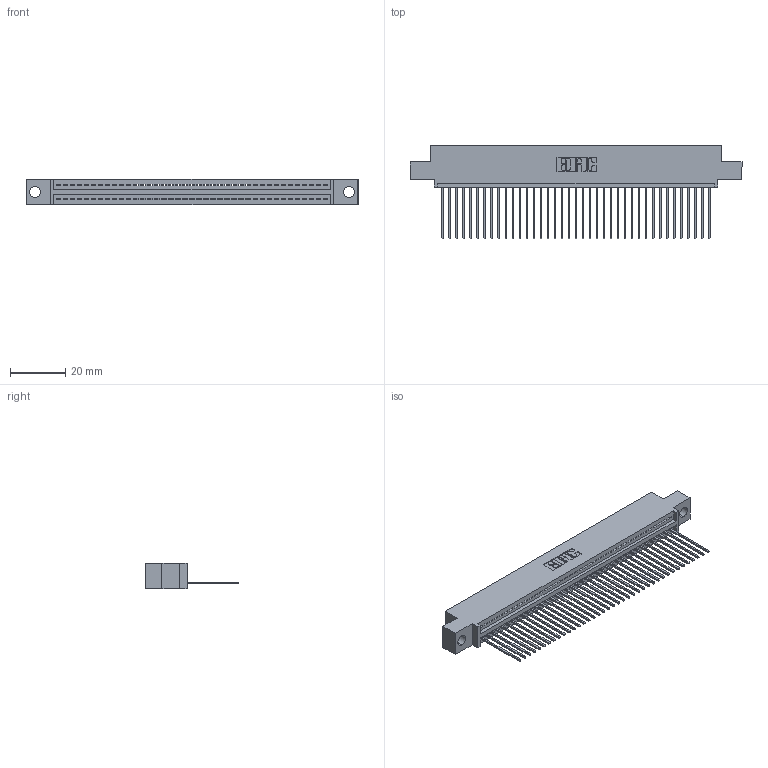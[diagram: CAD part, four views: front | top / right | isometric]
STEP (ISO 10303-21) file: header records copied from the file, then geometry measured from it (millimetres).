
FILE_DESCRIPTION (( 'STEP AP203' ), '1' );
FILE_NAME ('345-039-541-404.STEP', '2021-05-26T14:56:17', ( '' ), ( '' ), 'SwSTEP 2.0', 'SolidWorks 2020', '' );
FILE_SCHEMA (( 'CONFIG_CONTROL_DESIGN' ));
Length unit declared in the file: inch
Products named in the file (3): 345 Part_0.110 Offset - 0.156 Dia-TI; 345-292-001_345-293-141; 345-039-541-404
Assembly tree (40 placements, depth 2):
  345-039-541-404
    345 Part_0.110 Offset - 0.156 Dia-TI
    345-292-001_345-293-141  x39
Bounding box: 120.27 x 33.96 x 9.4 mm (x, y, z)
Volume: 11348.1 mm3; surface area: 15721.4 mm2
Topology: 40 solids, 40 shells, 2406 faces, 7253 edges, 4782 vertices
Faces by surface type: plane 1658, cylinder 748
Entity records: 30325 total; most frequent: CARTESIAN_POINT 5263, ORIENTED_EDGE 5234, DIRECTION 4599, EDGE_CURVE 2617, VECTOR 2329, LINE 2329, VERTEX_POINT 1742, AXIS2_PLACEMENT_3D 1135
